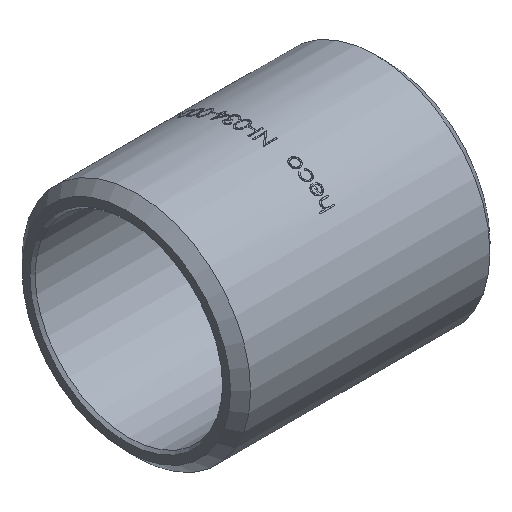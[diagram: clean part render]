
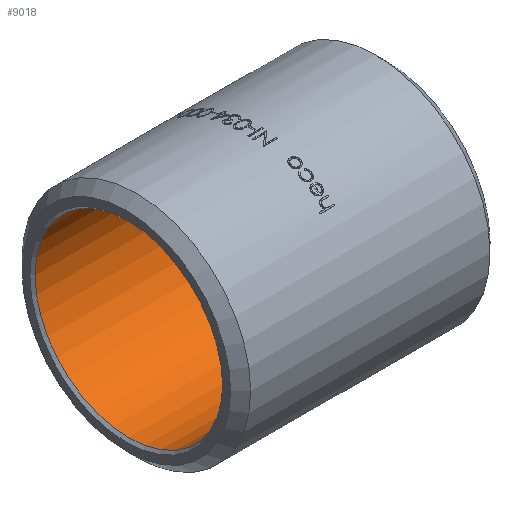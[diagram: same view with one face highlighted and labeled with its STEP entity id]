
A CAD part, isometric view. The second image highlights one B-rep face of the part: STEP entity #9018.
In plain terms, the highlighted cylindrical face has radius 10.85 mm (diameter 21.7 mm), a full revolution.
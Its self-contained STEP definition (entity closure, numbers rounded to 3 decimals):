
#176 = AXIS2_PLACEMENT_3D ( 'NONE', #11266, #12645, #13844 ) ;
#1261 = EDGE_LOOP ( 'NONE', ( #3278 ) ) ;
#1301 = AXIS2_PLACEMENT_3D ( 'NONE', #16061, #10384, #2174 ) ;
#2174 = DIRECTION ( 'NONE',  ( 0., 0., 1. ) ) ;
#2636 = VERTEX_POINT ( 'NONE', #7997 ) ;
#3159 = ORIENTED_EDGE ( 'NONE', *, *, #9336, .T. ) ;
#3278 = ORIENTED_EDGE ( 'NONE', *, *, #4961, .T. ) ;
#4898 = FACE_OUTER_BOUND ( 'NONE', #6546, .T. ) ;
#4961 = EDGE_CURVE ( 'NONE', #2636, #2636, #10994, .T. ) ;
#5672 = VERTEX_POINT ( 'NONE', #10746 ) ;
#5800 = CARTESIAN_POINT ( 'NONE',  ( 0.3, 0., 0. ) ) ;
#6546 = EDGE_LOOP ( 'NONE', ( #3159 ) ) ;
#7133 = AXIS2_PLACEMENT_3D ( 'NONE', #5800, #16889, #12806 ) ;
#7997 = CARTESIAN_POINT ( 'NONE',  ( 0.3, 0., -10.85 ) ) ;
#8502 = FACE_OUTER_BOUND ( 'NONE', #1261, .T. ) ;
#9018 = ADVANCED_FACE ( 'NONE', ( #8502, #4898 ), #10221, .F. ) ;
#9336 = EDGE_CURVE ( 'NONE', #5672, #5672, #17053, .T. ) ;
#10221 = CYLINDRICAL_SURFACE ( 'NONE', #1301, 10.85 ) ;
#10384 = DIRECTION ( 'NONE',  ( -1., 0., 0. ) ) ;
#10746 = CARTESIAN_POINT ( 'NONE',  ( 29.7, 0., 10.85 ) ) ;
#10994 = CIRCLE ( 'NONE', #7133, 10.85 ) ;
#11266 = CARTESIAN_POINT ( 'NONE',  ( 29.7, 0., 0. ) ) ;
#12645 = DIRECTION ( 'NONE',  ( 1., 0., 0. ) ) ;
#12806 = DIRECTION ( 'NONE',  ( 0., 0., -1. ) ) ;
#13844 = DIRECTION ( 'NONE',  ( 0., 0., 1. ) ) ;
#16061 = CARTESIAN_POINT ( 'NONE',  ( 0., 0., 0. ) ) ;
#16889 = DIRECTION ( 'NONE',  ( -1., 0., 0. ) ) ;
#17053 = CIRCLE ( 'NONE', #176, 10.85 ) ;
